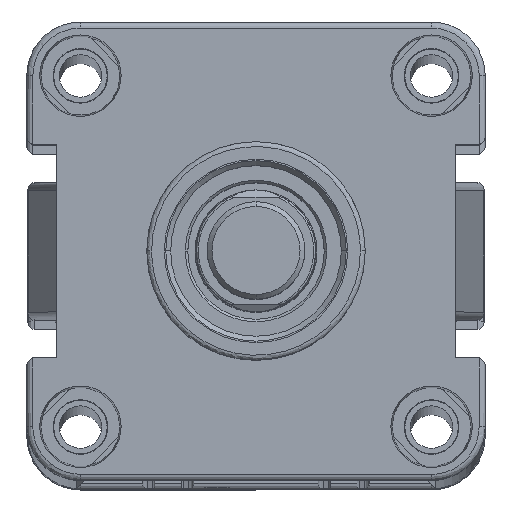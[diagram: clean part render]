
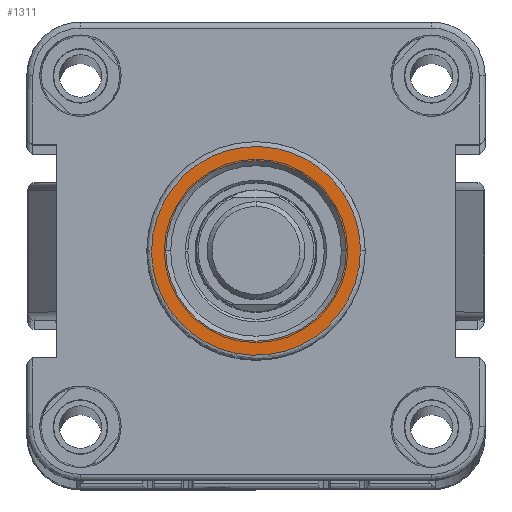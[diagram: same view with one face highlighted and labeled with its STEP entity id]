
A CAD part, top view. The second image highlights one B-rep face of the part: STEP entity #1311.
In plain terms, the highlighted face is planar.
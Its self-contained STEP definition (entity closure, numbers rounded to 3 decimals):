
#437 = DIRECTION ( 'NONE',  ( 1., 0., 0. ) ) ;
#890 = CARTESIAN_POINT ( 'NONE',  ( 166., -42.8, -21.4 ) ) ;
#1189 = DIRECTION ( 'NONE',  ( 0., 0., -1. ) ) ;
#1311 = ADVANCED_FACE ( 'NONE', ( #15880, #1626 ), #27266, .F. ) ;
#1626 = FACE_BOUND ( 'NONE', #9367, .T. ) ;
#2691 = AXIS2_PLACEMENT_3D ( 'NONE', #14144, #437, #1189 ) ;
#2734 = CIRCLE ( 'NONE', #2691, 18.5 ) ;
#2924 = CARTESIAN_POINT ( 'NONE',  ( 166., 42.8, 21.4 ) ) ;
#4018 = EDGE_CURVE ( 'NONE', #22580, #4057, #2734, .T. ) ;
#4057 = VERTEX_POINT ( 'NONE', #25493 ) ;
#7128 = CARTESIAN_POINT ( 'NONE',  ( 166., -42.8, 21.4 ) ) ;
#7214 = CARTESIAN_POINT ( 'NONE',  ( 166., 0., -21.4 ) ) ;
#7704 = VERTEX_POINT ( 'NONE', #16986 ) ;
#7769 = DIRECTION ( 'NONE',  ( -1., 0., 0. ) ) ;
#8795 = DIRECTION ( 'NONE',  ( 1., 0., 0. ) ) ;
#9367 = EDGE_LOOP ( 'NONE', ( #12321, #25533 ) ) ;
#9532 = CARTESIAN_POINT ( 'NONE',  ( 166., 0., 21.4 ) ) ;
#10334 =( BOUNDED_CURVE ( )  B_SPLINE_CURVE ( 3, ( #7214, #890, #7128, #9532 ),
 .UNSPECIFIED., .F., .F. ) 
 B_SPLINE_CURVE_WITH_KNOTS ( ( 4, 4 ),
 ( 0., 1. ),
 .UNSPECIFIED. ) 
 CURVE ( )  GEOMETRIC_REPRESENTATION_ITEM ( )  RATIONAL_B_SPLINE_CURVE ( ( 1., 0.333, 0.333, 1. ) ) 
 REPRESENTATION_ITEM ( '' )  );
#10641 = CARTESIAN_POINT ( 'NONE',  ( 166., 0., 0. ) ) ;
#10888 = ORIENTED_EDGE ( 'NONE', *, *, #24293, .F. ) ;
#11181 = CARTESIAN_POINT ( 'NONE',  ( 166., 0., 21.4 ) ) ;
#12321 = ORIENTED_EDGE ( 'NONE', *, *, #18387, .F. ) ;
#12983 = CARTESIAN_POINT ( 'NONE',  ( 166., 0., 21.4 ) ) ;
#14144 = CARTESIAN_POINT ( 'NONE',  ( 166., 0., 0. ) ) ;
#15880 = FACE_OUTER_BOUND ( 'NONE', #16807, .T. ) ;
#16807 = EDGE_LOOP ( 'NONE', ( #10888, #17360 ) ) ;
#16986 = CARTESIAN_POINT ( 'NONE',  ( 166., 0., -21.4 ) ) ;
#17360 = ORIENTED_EDGE ( 'NONE', *, *, #27479, .F. ) ;
#17711 = CARTESIAN_POINT ( 'NONE',  ( 166., 42.8, -21.4 ) ) ;
#18211 = AXIS2_PLACEMENT_3D ( 'NONE', #24857, #7769, #24948 ) ;
#18387 = EDGE_CURVE ( 'NONE', #4057, #22580, #26407, .T. ) ;
#21827 = AXIS2_PLACEMENT_3D ( 'NONE', #10641, #8795, #23677 ) ;
#22580 = VERTEX_POINT ( 'NONE', #26222 ) ;
#23677 = DIRECTION ( 'NONE',  ( 0., 0., -1. ) ) ;
#24110 = CARTESIAN_POINT ( 'NONE',  ( 166., 0., -21.4 ) ) ;
#24293 = EDGE_CURVE ( 'NONE', #26944, #7704, #25963, .T. ) ;
#24857 = CARTESIAN_POINT ( 'NONE',  ( 166., 17.5, 0. ) ) ;
#24948 = DIRECTION ( 'NONE',  ( 0., 0., 1. ) ) ;
#25493 = CARTESIAN_POINT ( 'NONE',  ( 166., 0., -18.5 ) ) ;
#25533 = ORIENTED_EDGE ( 'NONE', *, *, #4018, .F. ) ;
#25963 =( BOUNDED_CURVE ( )  B_SPLINE_CURVE ( 3, ( #11181, #2924, #17711, #24110 ),
 .UNSPECIFIED., .F., .F. ) 
 B_SPLINE_CURVE_WITH_KNOTS ( ( 4, 4 ),
 ( 0., 1. ),
 .UNSPECIFIED. ) 
 CURVE ( )  GEOMETRIC_REPRESENTATION_ITEM ( )  RATIONAL_B_SPLINE_CURVE ( ( 1., 0.333, 0.333, 1. ) ) 
 REPRESENTATION_ITEM ( '' )  );
#26222 = CARTESIAN_POINT ( 'NONE',  ( 166., 0., 18.5 ) ) ;
#26407 = CIRCLE ( 'NONE', #21827, 18.5 ) ;
#26944 = VERTEX_POINT ( 'NONE', #12983 ) ;
#27266 = PLANE ( 'NONE',  #18211 ) ;
#27479 = EDGE_CURVE ( 'NONE', #7704, #26944, #10334, .T. ) ;
